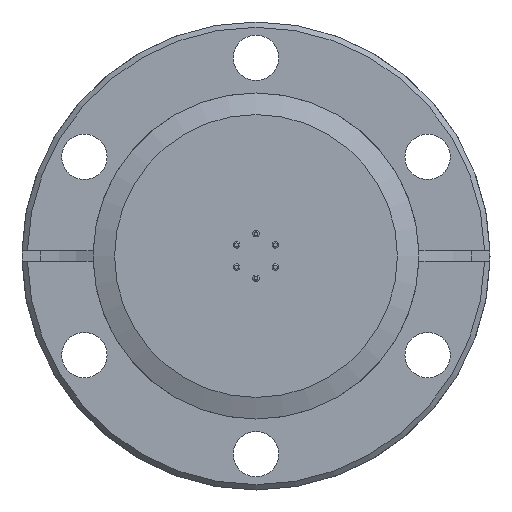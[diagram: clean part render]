
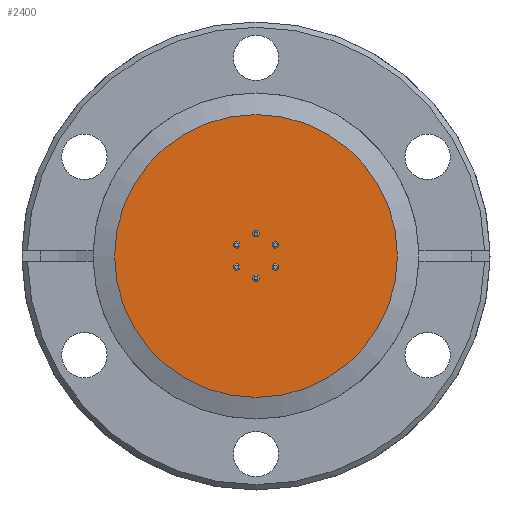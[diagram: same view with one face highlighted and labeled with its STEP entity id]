
A CAD part, front view. The second image highlights one B-rep face of the part: STEP entity #2400.
In plain terms, the highlighted planar face has unit normal (0, -1, 0).
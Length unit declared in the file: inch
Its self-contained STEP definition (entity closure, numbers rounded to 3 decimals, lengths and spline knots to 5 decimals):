
#526=ORIENTED_EDGE('',*,*,#829,.T.);
#527=ORIENTED_EDGE('',*,*,#830,.T.);
#528=ORIENTED_EDGE('',*,*,#831,.T.);
#529=ORIENTED_EDGE('',*,*,#832,.T.);
#530=ORIENTED_EDGE('',*,*,#833,.T.);
#531=ORIENTED_EDGE('',*,*,#834,.T.);
#532=ORIENTED_EDGE('',*,*,#835,.T.);
#829=EDGE_CURVE('',#978,#978,#1083,.T.);
#830=EDGE_CURVE('',#979,#979,#1084,.T.);
#831=EDGE_CURVE('',#980,#980,#1085,.T.);
#832=EDGE_CURVE('',#981,#981,#1086,.T.);
#833=EDGE_CURVE('',#982,#982,#1087,.T.);
#834=EDGE_CURVE('',#983,#983,#1088,.T.);
#835=EDGE_CURVE('',#984,#984,#1089,.T.);
#978=VERTEX_POINT('',#3574);
#979=VERTEX_POINT('',#3576);
#980=VERTEX_POINT('',#3578);
#981=VERTEX_POINT('',#3580);
#982=VERTEX_POINT('',#3582);
#983=VERTEX_POINT('',#3584);
#984=VERTEX_POINT('',#3586);
#1083=CIRCLE('',#2599,0.01875);
#1084=CIRCLE('',#2600,0.01875);
#1085=CIRCLE('',#2601,0.01875);
#1086=CIRCLE('',#2602,0.01875);
#1087=CIRCLE('',#2603,0.01875);
#1088=CIRCLE('',#2604,0.01875);
#1089=CIRCLE('',#2605,0.825);
#1197=EDGE_LOOP('',(#526));
#1198=EDGE_LOOP('',(#527));
#1199=EDGE_LOOP('',(#528));
#1200=EDGE_LOOP('',(#529));
#1201=EDGE_LOOP('',(#530));
#1202=EDGE_LOOP('',(#531));
#1203=EDGE_LOOP('',(#532));
#1381=FACE_BOUND('',#1197,.T.);
#1382=FACE_BOUND('',#1198,.T.);
#1383=FACE_BOUND('',#1199,.T.);
#1384=FACE_BOUND('',#1200,.T.);
#1385=FACE_BOUND('',#1201,.T.);
#1386=FACE_BOUND('',#1202,.T.);
#1387=FACE_BOUND('',#1203,.T.);
#1536=PLANE('',#2598);
#2400=ADVANCED_FACE('',(#1381,#1382,#1383,#1384,#1385,#1386,#1387),#1536,
 .F.);
#2598=AXIS2_PLACEMENT_3D('',#3572,#3054,#3055);
#2599=AXIS2_PLACEMENT_3D('',#3573,#3056,#3057);
#2600=AXIS2_PLACEMENT_3D('',#3575,#3058,#3059);
#2601=AXIS2_PLACEMENT_3D('',#3577,#3060,#3061);
#2602=AXIS2_PLACEMENT_3D('',#3579,#3062,#3063);
#2603=AXIS2_PLACEMENT_3D('',#3581,#3064,#3065);
#2604=AXIS2_PLACEMENT_3D('',#3583,#3066,#3067);
#2605=AXIS2_PLACEMENT_3D('',#3585,#3068,#3069);
#3054=DIRECTION('',(0.,1.,0.));
#3055=DIRECTION('',(0.,0.,1.));
#3056=DIRECTION('',(0.,1.,0.));
#3057=DIRECTION('',(0.,0.,-1.));
#3058=DIRECTION('',(0.,1.,0.));
#3059=DIRECTION('',(0.,0.,-1.));
#3060=DIRECTION('',(0.,1.,0.));
#3061=DIRECTION('',(0.,0.,-1.));
#3062=DIRECTION('',(0.,1.,0.));
#3063=DIRECTION('',(0.,0.,-1.));
#3064=DIRECTION('',(0.,1.,0.));
#3065=DIRECTION('',(0.,0.,-1.));
#3066=DIRECTION('',(0.,1.,0.));
#3067=DIRECTION('',(0.,0.,-1.));
#3068=DIRECTION('',(0.,-1.,0.));
#3069=DIRECTION('',(0.,0.,-1.));
#3572=CARTESIAN_POINT('',(0.,0.046,0.));
#3573=CARTESIAN_POINT('',(-0.113,0.046,-0.065));
#3574=CARTESIAN_POINT('',(-0.113,0.046,-0.08375));
#3575=CARTESIAN_POINT('',(0.,0.046,0.13));
#3576=CARTESIAN_POINT('',(0.,0.046,0.11125));
#3577=CARTESIAN_POINT('',(0.113,0.046,-0.065));
#3578=CARTESIAN_POINT('',(0.113,0.046,-0.08375));
#3579=CARTESIAN_POINT('',(0.,0.046,-0.13));
#3580=CARTESIAN_POINT('',(0.,0.046,-0.14875));
#3581=CARTESIAN_POINT('',(0.113,0.046,0.065));
#3582=CARTESIAN_POINT('',(0.113,0.046,0.04625));
#3583=CARTESIAN_POINT('',(-0.113,0.046,0.065));
#3584=CARTESIAN_POINT('',(-0.113,0.046,0.04625));
#3585=CARTESIAN_POINT('',(0.,0.046,0.));
#3586=CARTESIAN_POINT('',(0.,0.046,-0.825));
